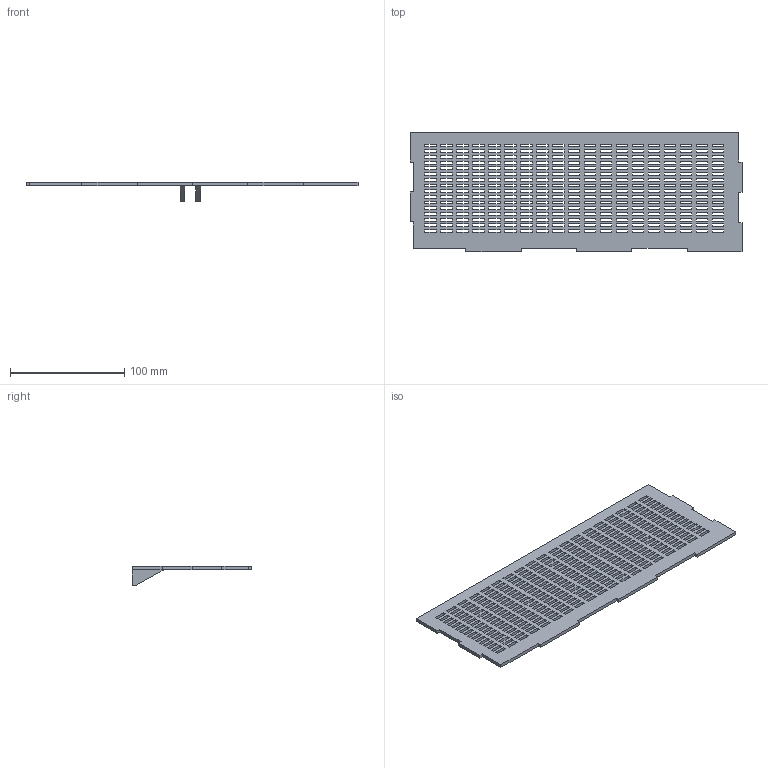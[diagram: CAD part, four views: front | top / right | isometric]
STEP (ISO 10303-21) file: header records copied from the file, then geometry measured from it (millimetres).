
FILE_DESCRIPTION (( 'STEP AP214' ), '1' );
FILE_NAME ('譇儰僗闉.STEP', '2024-05-08T11:32:22', ( '' ), ( '' ), 'SwSTEP 2.0', 'SolidWorks 2023', '' );
FILE_SCHEMA (( 'AUTOMOTIVE_DESIGN' ));
Length unit declared in the file: millimetre
Products named in the file (1): радиатор
Bounding box: 291 x 105 x 17 mm (x, y, z)
Volume: 68366.7 mm3; surface area: 70677.7 mm2
Topology: 1 solids, 1 shells, 1240 faces, 3746 edges, 2496 vertices
Faces by surface type: plane 1240
Entity records: 42357 total; most frequent: ORIENTED_EDGE 7492, CARTESIAN_POINT 7483, DIRECTION 6228, EDGE_CURVE 3746, LINE 3746, VECTOR 3746, VERTEX_POINT 2496, EDGE_LOOP 1836
